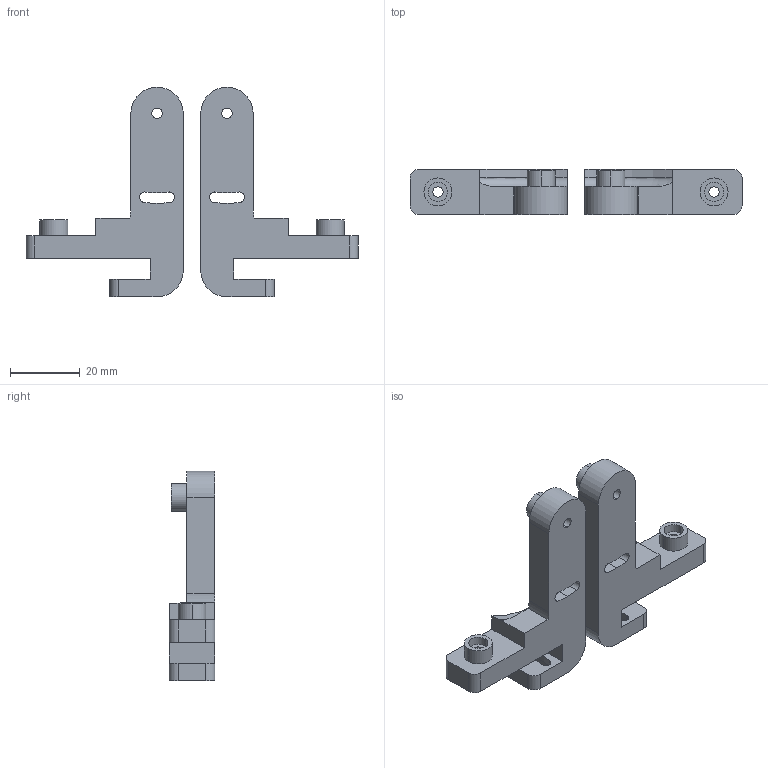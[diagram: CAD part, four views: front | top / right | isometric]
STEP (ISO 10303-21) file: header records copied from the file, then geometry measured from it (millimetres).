
FILE_DESCRIPTION (( 'STEP AP203' ), '1' );
FILE_NAME ('robDogLegV4.STEP', '2024-07-11T18:13:21', ( '' ), ( '' ), 'SwSTEP 2.0', 'SolidWorks 2023', '' );
FILE_SCHEMA (( 'CONFIG_CONTROL_DESIGN' ));
Length unit declared in the file: millimetre
Products named in the file (1): robDogLegV4
Bounding box: 95 x 13 x 60 mm (x, y, z)
Volume: 21338 mm3; surface area: 11063.4 mm2
Topology: 2 solids, 2 shells, 146 faces, 384 edges, 256 vertices
Faces by surface type: cylinder 102, plane 42, torus 2
Entity records: 4771 total; most frequent: DIRECTION 878, CARTESIAN_POINT 849, ORIENTED_EDGE 768, EDGE_CURVE 384, AXIS2_PLACEMENT_3D 353, VERTEX_POINT 256, CIRCLE 206, EDGE_LOOP 176
